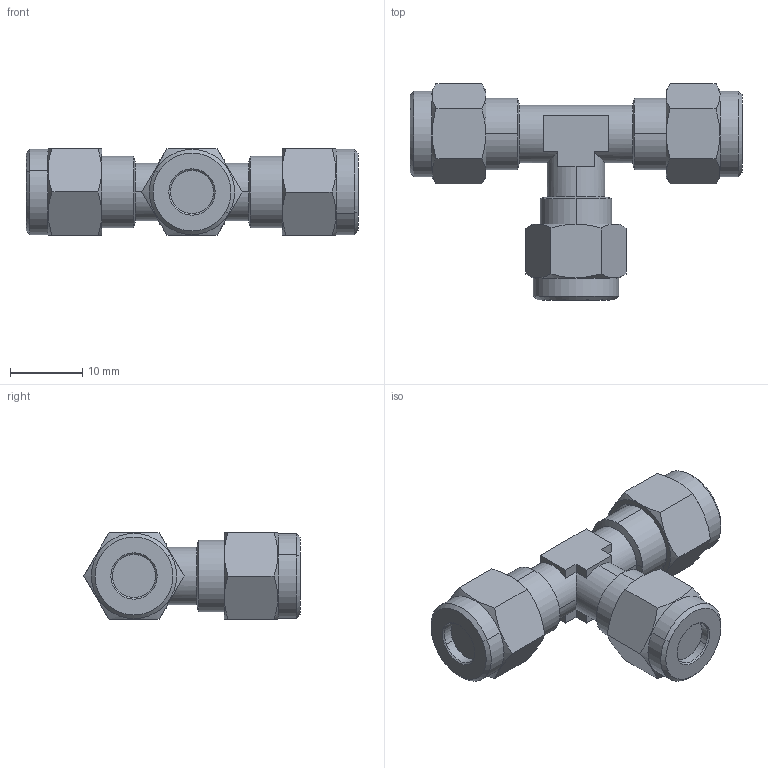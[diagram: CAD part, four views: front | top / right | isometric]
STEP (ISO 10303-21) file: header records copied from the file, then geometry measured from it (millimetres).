
FILE_DESCRIPTION (( 'STEP AP214' ), '1' );
FILE_NAME ('1020000002.step', '2013-02-25T17:11:11', ( '' ), ( '' ), 'SwSTEP 2.0', 'SolidWorks 2012', '' );
FILE_SCHEMA (( 'AUTOMOTIVE_DESIGN' ));
Length unit declared in the file: millimetre
Products named in the file (1): 1020000002
Bounding box: 46 x 29.93 x 12 mm (x, y, z)
Volume: 5771.1 mm3; surface area: 2851.6 mm2
Topology: 1 solids, 3 shells, 127 faces, 296 edges, 179 vertices
Faces by surface type: cone 57, plane 44, cylinder 26
Entity records: 3870 total; most frequent: CARTESIAN_POINT 1018, ORIENTED_EDGE 588, DIRECTION 586, EDGE_CURVE 294, AXIS2_PLACEMENT_3D 233, VERTEX_POINT 179, EDGE_LOOP 133, ADVANCED_FACE 127
